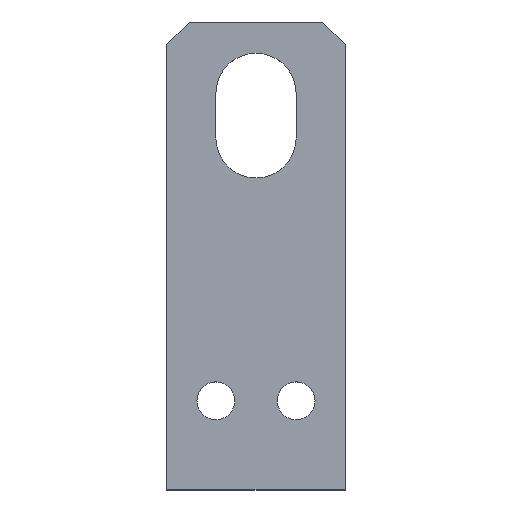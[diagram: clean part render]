
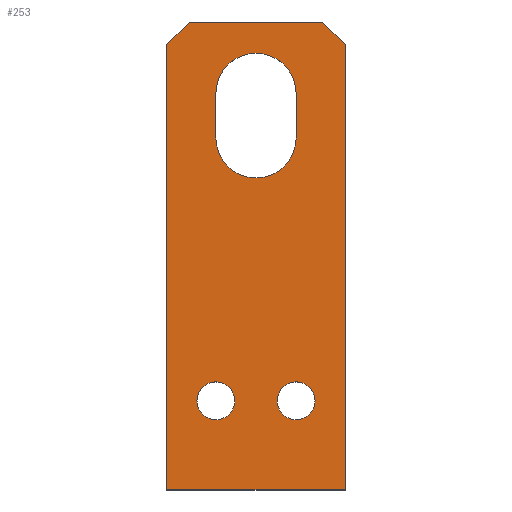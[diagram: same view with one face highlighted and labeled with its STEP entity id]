
A CAD part, top view. The second image highlights one B-rep face of the part: STEP entity #253.
In plain terms, the highlighted planar face has unit normal (0, 0, 1).
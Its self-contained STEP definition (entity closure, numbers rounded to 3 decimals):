
#1 = CARTESIAN_POINT ( 'NONE',  ( 9., -32.5, 3. ) ) ;
#16 = CARTESIAN_POINT ( 'NONE',  ( 0., 0., 3. ) ) ;
#17 = ORIENTED_EDGE ( 'NONE', *, *, #336, .F. ) ;
#19 = LINE ( 'NONE', #197, #400 ) ;
#25 = ORIENTED_EDGE ( 'NONE', *, *, #98, .F. ) ;
#26 = CIRCLE ( 'NONE', #102, 4.25 ) ;
#27 = CARTESIAN_POINT ( 'NONE',  ( 20., -52.5, 3. ) ) ;
#30 = LINE ( 'NONE', #207, #493 ) ;
#31 = VERTEX_POINT ( 'NONE', #381 ) ;
#52 = VECTOR ( 'NONE', #499, 1000. ) ;
#65 = FACE_BOUND ( 'NONE', #359, .T. ) ;
#81 = ORIENTED_EDGE ( 'NONE', *, *, #118, .F. ) ;
#98 = EDGE_CURVE ( 'NONE', #215, #112, #464, .T. ) ;
#102 = AXIS2_PLACEMENT_3D ( 'NONE', #312, #305, #436 ) ;
#108 = VERTEX_POINT ( 'NONE', #353 ) ;
#112 = VERTEX_POINT ( 'NONE', #430 ) ;
#115 = DIRECTION ( 'NONE',  ( 0., 0., 1. ) ) ;
#118 = EDGE_CURVE ( 'NONE', #246, #187, #26, .T. ) ;
#131 = DIRECTION ( 'NONE',  ( 0., 0., 1. ) ) ;
#140 = EDGE_CURVE ( 'NONE', #554, #364, #174, .T. ) ;
#142 = DIRECTION ( 'NONE',  ( 1., 0., 0. ) ) ;
#144 = CARTESIAN_POINT ( 'NONE',  ( -20., -52.5, 3. ) ) ;
#151 = ORIENTED_EDGE ( 'NONE', *, *, #453, .T. ) ;
#153 = CARTESIAN_POINT ( 'NONE',  ( 0., 26.5, 3. ) ) ;
#158 = EDGE_CURVE ( 'NONE', #364, #554, #214, .T. ) ;
#162 = EDGE_LOOP ( 'NONE', ( #169, #323 ) ) ;
#163 = CARTESIAN_POINT ( 'NONE',  ( 33.75, 33.75, 3. ) ) ;
#167 = AXIS2_PLACEMENT_3D ( 'NONE', #402, #115, #393 ) ;
#168 = CARTESIAN_POINT ( 'NONE',  ( 20., -52.5, 3. ) ) ;
#169 = ORIENTED_EDGE ( 'NONE', *, *, #140, .F. ) ;
#173 = DIRECTION ( 'NONE',  ( 1., 0., 0. ) ) ;
#174 = CIRCLE ( 'NONE', #480, 4.25 ) ;
#179 = DIRECTION ( 'NONE',  ( 0., 1., 0. ) ) ;
#187 = VERTEX_POINT ( 'NONE', #389 ) ;
#197 = CARTESIAN_POINT ( 'NONE',  ( -33.75, 33.75, 3. ) ) ;
#202 = CARTESIAN_POINT ( 'NONE',  ( 15., 52.5, 3. ) ) ;
#207 = CARTESIAN_POINT ( 'NONE',  ( 20., 52.5, 3. ) ) ;
#214 = CIRCLE ( 'NONE', #249, 4.25 ) ;
#215 = VERTEX_POINT ( 'NONE', #486 ) ;
#219 = CARTESIAN_POINT ( 'NONE',  ( 9., 36.5, 3. ) ) ;
#224 = LINE ( 'NONE', #219, #385 ) ;
#233 = EDGE_CURVE ( 'NONE', #112, #244, #449, .T. ) ;
#234 = DIRECTION ( 'NONE',  ( 0., -1., 0. ) ) ;
#239 = VERTEX_POINT ( 'NONE', #144 ) ;
#244 = VERTEX_POINT ( 'NONE', #286 ) ;
#246 = VERTEX_POINT ( 'NONE', #314 ) ;
#247 = LINE ( 'NONE', #27, #52 ) ;
#249 = AXIS2_PLACEMENT_3D ( 'NONE', #470, #269, #339 ) ;
#252 = ORIENTED_EDGE ( 'NONE', *, *, #409, .T. ) ;
#253 = ADVANCED_FACE ( 'NONE', ( #319, #452, #322, #65 ), #395, .T. ) ;
#259 = EDGE_LOOP ( 'NONE', ( #530, #356, #151, #252, #288, #370 ) ) ;
#269 = DIRECTION ( 'NONE',  ( 0., 0., 1. ) ) ;
#272 = VERTEX_POINT ( 'NONE', #446 ) ;
#273 = CARTESIAN_POINT ( 'NONE',  ( 0., 36.5, 3. ) ) ;
#285 = ORIENTED_EDGE ( 'NONE', *, *, #233, .F. ) ;
#286 = CARTESIAN_POINT ( 'NONE',  ( -9., 26.5, 3. ) ) ;
#288 = ORIENTED_EDGE ( 'NONE', *, *, #378, .T. ) ;
#292 = VECTOR ( 'NONE', #296, 1000. ) ;
#294 = LINE ( 'NONE', #549, #523 ) ;
#296 = DIRECTION ( 'NONE',  ( 0., 1., 0. ) ) ;
#305 = DIRECTION ( 'NONE',  ( 0., 0., 1. ) ) ;
#308 = EDGE_CURVE ( 'NONE', #187, #246, #481, .T. ) ;
#309 = CARTESIAN_POINT ( 'NONE',  ( 4.75, -32.5, 3. ) ) ;
#312 = CARTESIAN_POINT ( 'NONE',  ( -9., -32.5, 3. ) ) ;
#314 = CARTESIAN_POINT ( 'NONE',  ( -13.25, -32.5, 3. ) ) ;
#319 = FACE_BOUND ( 'NONE', #162, .T. ) ;
#321 = EDGE_CURVE ( 'NONE', #349, #108, #19, .T. ) ;
#322 = FACE_BOUND ( 'NONE', #394, .T. ) ;
#323 = ORIENTED_EDGE ( 'NONE', *, *, #158, .F. ) ;
#324 = DIRECTION ( 'NONE',  ( 0., 0., 1. ) ) ;
#325 = AXIS2_PLACEMENT_3D ( 'NONE', #273, #515, #468 ) ;
#331 = DIRECTION ( 'NONE',  ( -0.707, 0.707, 0. ) ) ;
#336 = EDGE_CURVE ( 'NONE', #244, #272, #532, .T. ) ;
#339 = DIRECTION ( 'NONE',  ( 1., 0., 0. ) ) ;
#340 = AXIS2_PLACEMENT_3D ( 'NONE', #153, #324, #355 ) ;
#349 = VERTEX_POINT ( 'NONE', #455 ) ;
#353 = CARTESIAN_POINT ( 'NONE',  ( -20., 47.5, 3. ) ) ;
#355 = DIRECTION ( 'NONE',  ( 1., 0., 0. ) ) ;
#356 = ORIENTED_EDGE ( 'NONE', *, *, #321, .T. ) ;
#359 = EDGE_LOOP ( 'NONE', ( #81, #458 ) ) ;
#361 = VECTOR ( 'NONE', #234, 1000. ) ;
#364 = VERTEX_POINT ( 'NONE', #380 ) ;
#365 = DIRECTION ( 'NONE',  ( -0.707, -0.707, 0. ) ) ;
#370 = ORIENTED_EDGE ( 'NONE', *, *, #445, .T. ) ;
#373 = DIRECTION ( 'NONE',  ( -1., 0., 0. ) ) ;
#378 = EDGE_CURVE ( 'NONE', #31, #447, #407, .T. ) ;
#380 = CARTESIAN_POINT ( 'NONE',  ( 13.25, -32.5, 3. ) ) ;
#381 = CARTESIAN_POINT ( 'NONE',  ( 20., -52.5, 3. ) ) ;
#385 = VECTOR ( 'NONE', #179, 1000. ) ;
#389 = CARTESIAN_POINT ( 'NONE',  ( -4.75, -32.5, 3. ) ) ;
#393 = DIRECTION ( 'NONE',  ( -1., 0., 0. ) ) ;
#394 = EDGE_LOOP ( 'NONE', ( #285, #25, #456, #17 ) ) ;
#395 = PLANE ( 'NONE',  #548 ) ;
#399 = VERTEX_POINT ( 'NONE', #202 ) ;
#400 = VECTOR ( 'NONE', #365, 1000. ) ;
#402 = CARTESIAN_POINT ( 'NONE',  ( -9., -32.5, 3. ) ) ;
#407 = LINE ( 'NONE', #168, #292 ) ;
#409 = EDGE_CURVE ( 'NONE', #239, #31, #247, .T. ) ;
#430 = CARTESIAN_POINT ( 'NONE',  ( -9., 36.5, 3. ) ) ;
#435 = EDGE_CURVE ( 'NONE', #399, #349, #30, .T. ) ;
#436 = DIRECTION ( 'NONE',  ( -1., 0., 0. ) ) ;
#440 = DIRECTION ( 'NONE',  ( 0., 0., 1. ) ) ;
#442 = CARTESIAN_POINT ( 'NONE',  ( -9., 36.5, 3. ) ) ;
#445 = EDGE_CURVE ( 'NONE', #447, #399, #545, .T. ) ;
#446 = CARTESIAN_POINT ( 'NONE',  ( 9., 26.5, 3. ) ) ;
#447 = VERTEX_POINT ( 'NONE', #502 ) ;
#449 = LINE ( 'NONE', #442, #361 ) ;
#452 = FACE_OUTER_BOUND ( 'NONE', #259, .T. ) ;
#453 = EDGE_CURVE ( 'NONE', #108, #239, #294, .T. ) ;
#455 = CARTESIAN_POINT ( 'NONE',  ( -15., 52.5, 3. ) ) ;
#456 = ORIENTED_EDGE ( 'NONE', *, *, #485, .F. ) ;
#458 = ORIENTED_EDGE ( 'NONE', *, *, #308, .F. ) ;
#461 = DIRECTION ( 'NONE',  ( 0., -1., 0. ) ) ;
#464 = CIRCLE ( 'NONE', #325, 9. ) ;
#468 = DIRECTION ( 'NONE',  ( 1., 0., 0. ) ) ;
#470 = CARTESIAN_POINT ( 'NONE',  ( 9., -32.5, 3. ) ) ;
#480 = AXIS2_PLACEMENT_3D ( 'NONE', #1, #131, #173 ) ;
#481 = CIRCLE ( 'NONE', #167, 4.25 ) ;
#485 = EDGE_CURVE ( 'NONE', #272, #215, #224, .T. ) ;
#486 = CARTESIAN_POINT ( 'NONE',  ( 9., 36.5, 3. ) ) ;
#493 = VECTOR ( 'NONE', #373, 1000. ) ;
#499 = DIRECTION ( 'NONE',  ( 1., 0., 0. ) ) ;
#502 = CARTESIAN_POINT ( 'NONE',  ( 20., 47.5, 3. ) ) ;
#513 = VECTOR ( 'NONE', #331, 1000. ) ;
#515 = DIRECTION ( 'NONE',  ( 0., 0., 1. ) ) ;
#523 = VECTOR ( 'NONE', #461, 1000. ) ;
#530 = ORIENTED_EDGE ( 'NONE', *, *, #435, .T. ) ;
#532 = CIRCLE ( 'NONE', #340, 9. ) ;
#545 = LINE ( 'NONE', #163, #513 ) ;
#548 = AXIS2_PLACEMENT_3D ( 'NONE', #16, #440, #142 ) ;
#549 = CARTESIAN_POINT ( 'NONE',  ( -20., -52.5, 3. ) ) ;
#554 = VERTEX_POINT ( 'NONE', #309 ) ;
